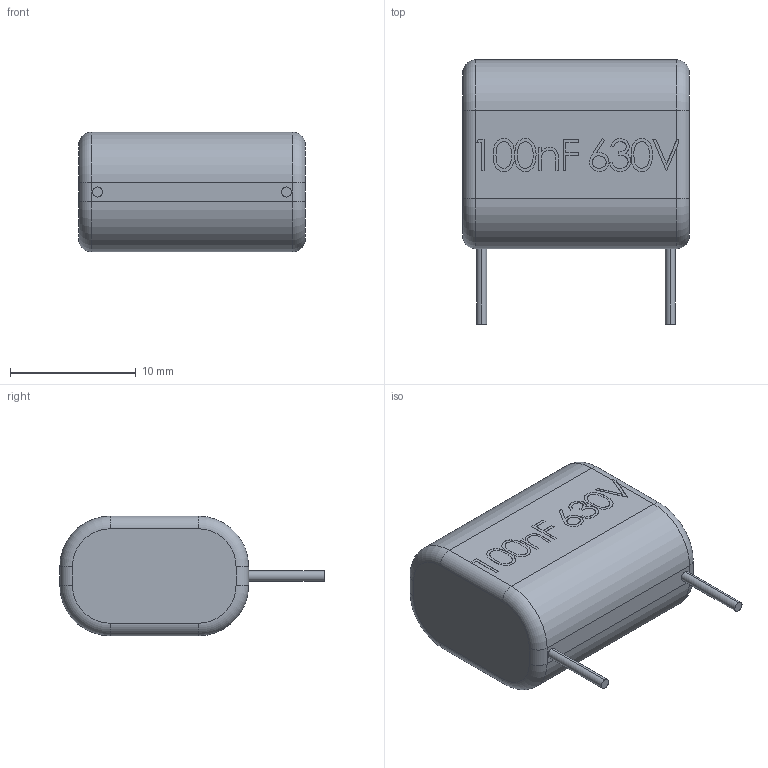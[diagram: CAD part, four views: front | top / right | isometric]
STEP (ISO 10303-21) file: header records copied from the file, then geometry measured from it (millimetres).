
FILE_DESCRIPTION (( 'STEP AP214' ), '1' );
FILE_NAME ('Hitano MER 100nF 630V.STEP', '2023-08-23T09:25:47', ( '' ), ( '' ), 'SwSTEP 2.0', 'SolidWorks 2021', '' );
FILE_SCHEMA (( 'AUTOMOTIVE_DESIGN' ));
Length unit declared in the file: millimetre
Products named in the file (1): Hitano MER 100nF 630V
Bounding box: 18 x 21 x 9.5 mm (x, y, z)
Volume: 2306.2 mm3; surface area: 1010 mm2
Topology: 1 solids, 1 shells, 138 faces, 350 edges, 228 vertices
Faces by surface type: plane 58, bspline 56, cylinder 16, torus 8
Entity records: 8917 total; most frequent: CARTESIAN_POINT 4723, ORIENTED_EDGE 700, DIRECTION 443, EDGE_CURVE 350, VERTEX_POINT 228, VECTOR 195, LINE 195, EDGE_LOOP 152
